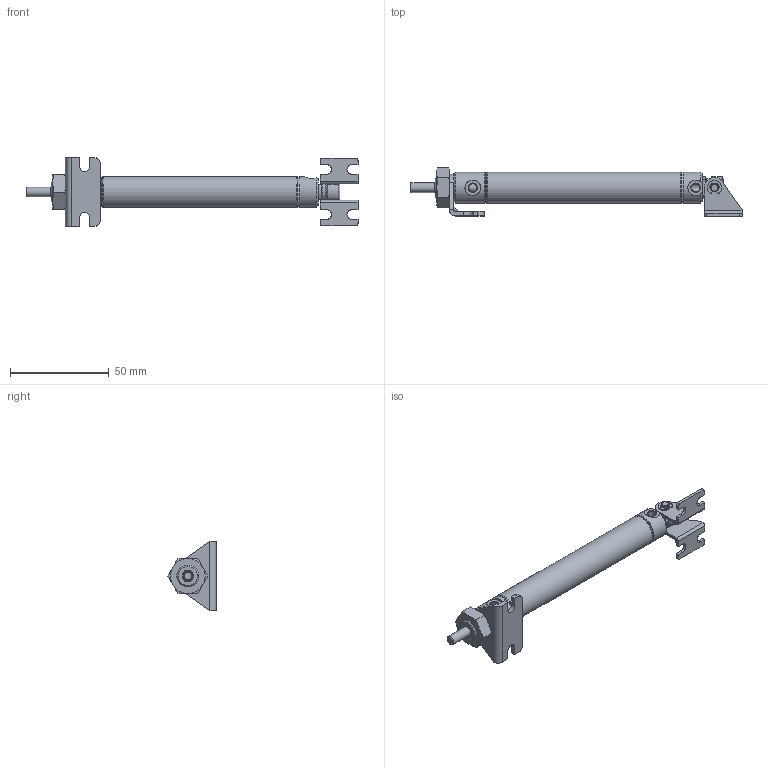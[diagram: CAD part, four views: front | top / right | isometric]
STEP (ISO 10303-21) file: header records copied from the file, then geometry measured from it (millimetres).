
FILE_DESCRIPTION( ( 'STEP AP203' ), '1' );
FILE_NAME( '023-DXP_F_D-770__D-12321-A__2_03.stp', ' ', ( ' ' ), ( ' ' ), 'PSStep 15.0.47', 'PARTsolutions', ' ' );
FILE_SCHEMA( ( 'CONFIG_CONTROL_DESIGN' ) );
Length unit declared in the file: inch
Products named in the file (14): 023-DXP(F,D-770)(D-12321-A); HI_023-DXP(F,D-770)(D-12321-A)0000_0_dummy; HI_02R010-0_rod_guide; HI_02R-3.8870; HI_02P0Y000_rear_head; HI_D-12321-A-dummy; HI_D-9963_pin; HI_D-782_pin; HI_D-9769-clevis_pin; HI_D-9770-rr; HI_D-8597; HI_D-154; HI_D-770; HI_023-DXP0_rod
Assembly tree (14 placements, depth 2):
  023-DXP(F,D-770)(D-12321-A)
    HI_023-DXP(F,D-770)(D-12321-A)0000_0_dummy
    HI_02R010-0_rod_guide
    HI_02R-3.8870
    HI_02P0Y000_rear_head
    HI_D-12321-A-dummy
    HI_D-9963_pin
    HI_D-782_pin
    HI_D-9769-clevis_pin
    HI_D-9770-rr  x2
    HI_D-8597
    HI_D-154
    HI_D-770
    HI_023-DXP0_rod
Bounding box: 167.82 x 24.48 x 34.92 mm (x, y, z)
Volume: 18676.3 mm3; surface area: 21968.8 mm2
Topology: 12 solids, 12 shells, 260 faces, 619 edges, 397 vertices
Faces by surface type: plane 105, cylinder 93, cone 50, torus 12
Full cylindrical faces by diameter (mm): 2.972 x2, 3.912 x1, 3.94 x3, 3.967 x2, 3.988 x1, 4.026 x2, 4.318 x1, 4.75 x1, 4.826 x2, 5.55 x2, 9.144 x1, 9.738 x1, 11.062 x1, 11.112 x1, 11.189 x1, 13.271 x4, 14.44 x1, 14.541 x3, 15.621 x5
Entity records: 7238 total; most frequent: CARTESIAN_POINT 1534, DIRECTION 1143, ORIENTED_EDGE 964, EDGE_CURVE 482, AXIS2_PLACEMENT_3D 464, VERTEX_POINT 351, EDGE_LOOP 346, FACE_OUTER_BOUND 283
